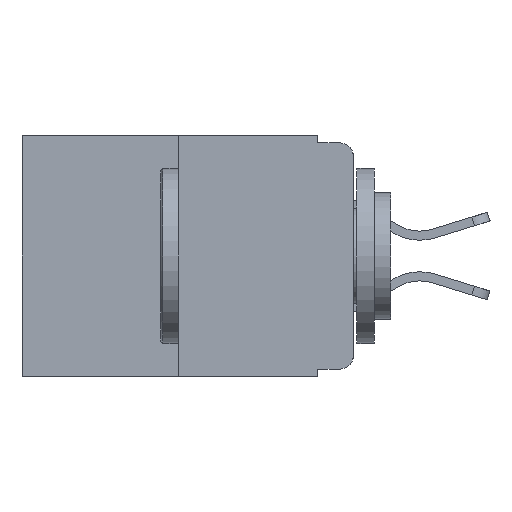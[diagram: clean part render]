
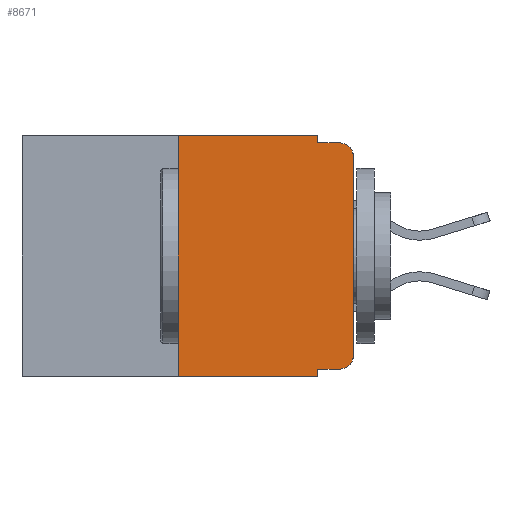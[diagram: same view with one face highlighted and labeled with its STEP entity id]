
A CAD part, left-side view. The second image highlights one B-rep face of the part: STEP entity #8671.
In plain terms, the highlighted planar face has unit normal (-1, 0, 0).
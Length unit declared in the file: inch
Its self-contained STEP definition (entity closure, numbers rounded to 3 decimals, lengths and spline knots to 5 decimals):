
#287 = LINE ( 'NONE', #13599, #11290 ) ;
#414 = VERTEX_POINT ( 'NONE', #6493 ) ;
#775 = VECTOR ( 'NONE', #14807, 39.37008 ) ;
#975 = DIRECTION ( 'NONE',  ( 0., -1., 0. ) ) ;
#1001 = CARTESIAN_POINT ( 'NONE',  ( 0., 0.473, 0. ) ) ;
#1037 = VERTEX_POINT ( 'NONE', #3596 ) ;
#1137 = FACE_OUTER_BOUND ( 'NONE', #10588, .T. ) ;
#1141 = EDGE_CURVE ( 'NONE', #9008, #6580, #11877, .T. ) ;
#1285 = DIRECTION ( 'NONE',  ( 0., 0., -1. ) ) ;
#1461 = CARTESIAN_POINT ( 'NONE',  ( 0., 0.051, -0.343 ) ) ;
#1542 = CARTESIAN_POINT ( 'NONE',  ( 0., 0.051, -0.333 ) ) ;
#1710 = CARTESIAN_POINT ( 'NONE',  ( 0., 0.02, -0.313 ) ) ;
#2275 = LINE ( 'NONE', #10783, #6126 ) ;
#2494 = CARTESIAN_POINT ( 'NONE',  ( 0., 0.473, 0. ) ) ;
#2508 = CARTESIAN_POINT ( 'NONE',  ( 0., 0.051, 0. ) ) ;
#3185 = DIRECTION ( 'NONE',  ( 0., 0., -1. ) ) ;
#3596 = CARTESIAN_POINT ( 'NONE',  ( 0., 0.25, 0. ) ) ;
#3726 = VECTOR ( 'NONE', #4594, 39.37008 ) ;
#3846 = DIRECTION ( 'NONE',  ( 0., 0., 1. ) ) ;
#4117 = AXIS2_PLACEMENT_3D ( 'NONE', #1710, #11657, #3185 ) ;
#4174 = CARTESIAN_POINT ( 'NONE',  ( 0., 0.02, -0.03 ) ) ;
#4185 = LINE ( 'NONE', #10179, #3726 ) ;
#4594 = DIRECTION ( 'NONE',  ( 0., -1., 0. ) ) ;
#4724 = LINE ( 'NONE', #12028, #775 ) ;
#5138 = CIRCLE ( 'NONE', #4117, 0.02 ) ;
#5451 = PLANE ( 'NONE',  #16233 ) ;
#5629 = VECTOR ( 'NONE', #17680, 39.37008 ) ;
#6046 = EDGE_CURVE ( 'NONE', #414, #9008, #287, .T. ) ;
#6126 = VECTOR ( 'NONE', #17566, 39.37008 ) ;
#6381 = EDGE_CURVE ( 'NONE', #17129, #414, #5138, .T. ) ;
#6493 = CARTESIAN_POINT ( 'NONE',  ( 0., 0., -0.313 ) ) ;
#6533 = LINE ( 'NONE', #7035, #13978 ) ;
#6580 = VERTEX_POINT ( 'NONE', #13452 ) ;
#6897 = DIRECTION ( 'NONE',  ( 1., 0., 0. ) ) ;
#7021 = CARTESIAN_POINT ( 'NONE',  ( 0., 0.02, -0.333 ) ) ;
#7035 = CARTESIAN_POINT ( 'NONE',  ( 0., 0.051, 0. ) ) ;
#7468 = ORIENTED_EDGE ( 'NONE', *, *, #6381, .T. ) ;
#7586 = ORIENTED_EDGE ( 'NONE', *, *, #8276, .T. ) ;
#7606 = ORIENTED_EDGE ( 'NONE', *, *, #10154, .F. ) ;
#7623 = ORIENTED_EDGE ( 'NONE', *, *, #17356, .T. ) ;
#7714 = ORIENTED_EDGE ( 'NONE', *, *, #12021, .F. ) ;
#7749 = ORIENTED_EDGE ( 'NONE', *, *, #9224, .F. ) ;
#7761 = ORIENTED_EDGE ( 'NONE', *, *, #14800, .F. ) ;
#8276 = EDGE_CURVE ( 'NONE', #10751, #17129, #4185, .T. ) ;
#8331 = ORIENTED_EDGE ( 'NONE', *, *, #16552, .F. ) ;
#8671 = ADVANCED_FACE ( 'NONE', ( #1137 ), #5451, .F. ) ;
#9008 = VERTEX_POINT ( 'NONE', #14638 ) ;
#9224 = EDGE_CURVE ( 'NONE', #1037, #11559, #17120, .T. ) ;
#9882 = VECTOR ( 'NONE', #975, 39.37008 ) ;
#10048 = DIRECTION ( 'NONE',  ( -1., 0., 0. ) ) ;
#10111 = VERTEX_POINT ( 'NONE', #13946 ) ;
#10154 = EDGE_CURVE ( 'NONE', #10751, #13507, #6533, .T. ) ;
#10179 = CARTESIAN_POINT ( 'NONE',  ( 0., 0.051, -0.333 ) ) ;
#10395 = CARTESIAN_POINT ( 'NONE',  ( 0., 0.473, -0.343 ) ) ;
#10588 = EDGE_LOOP ( 'NONE', ( #12604, #12554, #8331, #7761, #7749, #7714, #7623, #7606, #7586, #7468 ) ) ;
#10751 = VERTEX_POINT ( 'NONE', #1542 ) ;
#10783 = CARTESIAN_POINT ( 'NONE',  ( 0., 0.051, -0.01 ) ) ;
#10908 = CARTESIAN_POINT ( 'NONE',  ( 0., 0.051, 0. ) ) ;
#11290 = VECTOR ( 'NONE', #3846, 39.37008 ) ;
#11559 = VERTEX_POINT ( 'NONE', #2508 ) ;
#11657 = DIRECTION ( 'NONE',  ( -1., 0., 0. ) ) ;
#11780 = DIRECTION ( 'NONE',  ( 0., 0., -1. ) ) ;
#11795 = DIRECTION ( 'NONE',  ( 0., -1., 0. ) ) ;
#11877 = CIRCLE ( 'NONE', #13933, 0.02 ) ;
#12021 = EDGE_CURVE ( 'NONE', #10111, #1037, #4724, .T. ) ;
#12028 = CARTESIAN_POINT ( 'NONE',  ( 0., 0.25, 0. ) ) ;
#12547 = VERTEX_POINT ( 'NONE', #17086 ) ;
#12554 = ORIENTED_EDGE ( 'NONE', *, *, #1141, .T. ) ;
#12604 = ORIENTED_EDGE ( 'NONE', *, *, #6046, .T. ) ;
#13076 = VECTOR ( 'NONE', #11795, 39.37008 ) ;
#13452 = CARTESIAN_POINT ( 'NONE',  ( 0., 0.02, -0.01 ) ) ;
#13471 = LINE ( 'NONE', #10908, #5629 ) ;
#13504 = LINE ( 'NONE', #10395, #13076 ) ;
#13507 = VERTEX_POINT ( 'NONE', #1461 ) ;
#13599 = CARTESIAN_POINT ( 'NONE',  ( 0., 0., 0. ) ) ;
#13933 = AXIS2_PLACEMENT_3D ( 'NONE', #4174, #10048, #11780 ) ;
#13946 = CARTESIAN_POINT ( 'NONE',  ( 0., 0.25, -0.343 ) ) ;
#13978 = VECTOR ( 'NONE', #1285, 39.37008 ) ;
#14638 = CARTESIAN_POINT ( 'NONE',  ( 0., 0., -0.03 ) ) ;
#14800 = EDGE_CURVE ( 'NONE', #11559, #12547, #13471, .T. ) ;
#14807 = DIRECTION ( 'NONE',  ( 0., 0., 1. ) ) ;
#16233 = AXIS2_PLACEMENT_3D ( 'NONE', #1001, #6897, #16542 ) ;
#16542 = DIRECTION ( 'NONE',  ( 0., 0., -1. ) ) ;
#16552 = EDGE_CURVE ( 'NONE', #12547, #6580, #2275, .T. ) ;
#17086 = CARTESIAN_POINT ( 'NONE',  ( 0., 0.051, -0.01 ) ) ;
#17120 = LINE ( 'NONE', #2494, #9882 ) ;
#17129 = VERTEX_POINT ( 'NONE', #7021 ) ;
#17356 = EDGE_CURVE ( 'NONE', #10111, #13507, #13504, .T. ) ;
#17566 = DIRECTION ( 'NONE',  ( 0., -1., 0. ) ) ;
#17680 = DIRECTION ( 'NONE',  ( 0., 0., -1. ) ) ;
